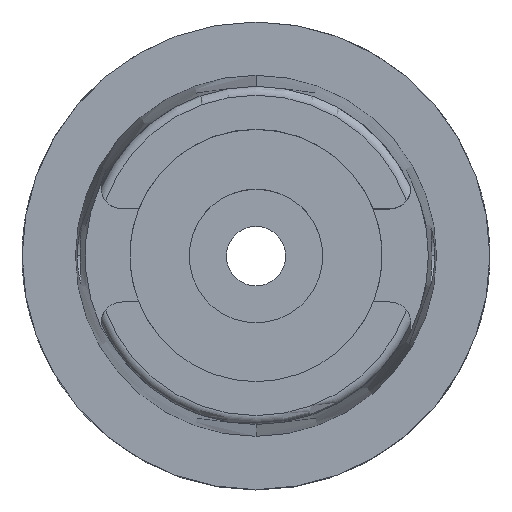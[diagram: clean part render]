
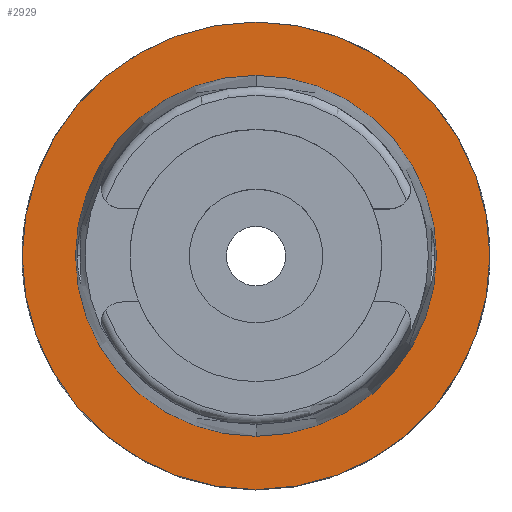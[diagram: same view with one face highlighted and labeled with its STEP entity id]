
A CAD part, top view. The second image highlights one B-rep face of the part: STEP entity #2929.
In plain terms, the highlighted planar face has unit normal (0, 0, 1).
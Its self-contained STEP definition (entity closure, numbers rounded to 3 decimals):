
#618=CARTESIAN_POINT('',(0.,0.,0.));
#619=DIRECTION('',(0.,0.,-1.));
#620=DIRECTION('',(0.,-1.,0.));
#621=AXIS2_PLACEMENT_3D('',#618,#619,#620);
#626=CARTESIAN_POINT('',(0.,0.,0.));
#627=DIRECTION('',(0.,0.,-1.));
#628=DIRECTION('',(0.,1.,0.));
#629=AXIS2_PLACEMENT_3D('',#626,#627,#628);
#634=CARTESIAN_POINT('',(0.,0.,0.));
#635=DIRECTION('',(0.,0.,1.));
#636=DIRECTION('',(0.,-1.,0.));
#637=AXIS2_PLACEMENT_3D('',#634,#635,#636);
#642=CARTESIAN_POINT('',(0.,0.,0.));
#643=DIRECTION('',(0.,0.,1.));
#644=DIRECTION('',(0.,1.,0.));
#645=AXIS2_PLACEMENT_3D('',#642,#643,#644);
#2281=CARTESIAN_POINT('',(0.,-24.315,0.));
#2282=VERTEX_POINT('',#2281);
#2283=CARTESIAN_POINT('',(0.,24.315,0.));
#2284=VERTEX_POINT('',#2283);
#2543=CARTESIAN_POINT('',(0.,31.5,0.));
#2544=VERTEX_POINT('',#2543);
#2545=CARTESIAN_POINT('',(0.,-31.5,0.));
#2546=VERTEX_POINT('',#2545);
#2914=CARTESIAN_POINT('',(0.,0.,0.));
#2915=DIRECTION('',(0.,0.,1.));
#2916=DIRECTION('',(0.,1.,0.));
#2917=AXIS2_PLACEMENT_3D('',#2914,#2915,#2916);
#2918=PLANE('',#2917);
#2920=ORIENTED_EDGE('',*,*,#2919,.T.);
#2922=ORIENTED_EDGE('',*,*,#2921,.T.);
#2923=EDGE_LOOP('',(#2920,#2922));
#2924=FACE_OUTER_BOUND('',#2923,.F.);
#2925=ORIENTED_EDGE('',*,*,#2872,.T.);
#2926=ORIENTED_EDGE('',*,*,#2665,.T.);
#2927=EDGE_LOOP('',(#2925,#2926));
#2928=FACE_BOUND('',#2927,.F.);
#622=CIRCLE('',#621,31.5);
#630=CIRCLE('',#629,31.5);
#638=CIRCLE('',#637,24.315);
#646=CIRCLE('',#645,24.315);
#2665=EDGE_CURVE('',#2284,#2282,#646,.T.);
#2872=EDGE_CURVE('',#2282,#2284,#638,.T.);
#2919=EDGE_CURVE('',#2546,#2544,#622,.T.);
#2921=EDGE_CURVE('',#2544,#2546,#630,.T.);
#2929=ADVANCED_FACE('',(#2924,#2928),#2918,.T.);
